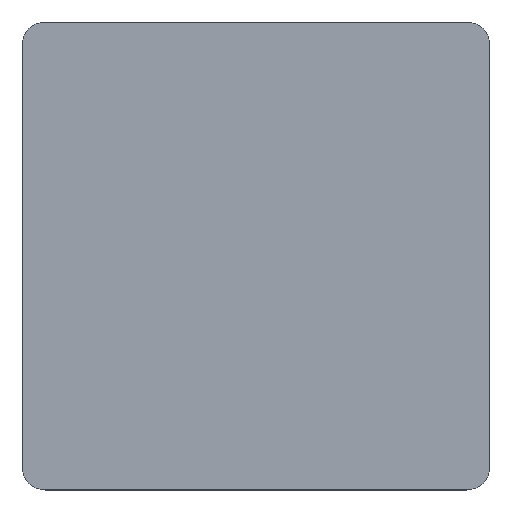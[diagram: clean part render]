
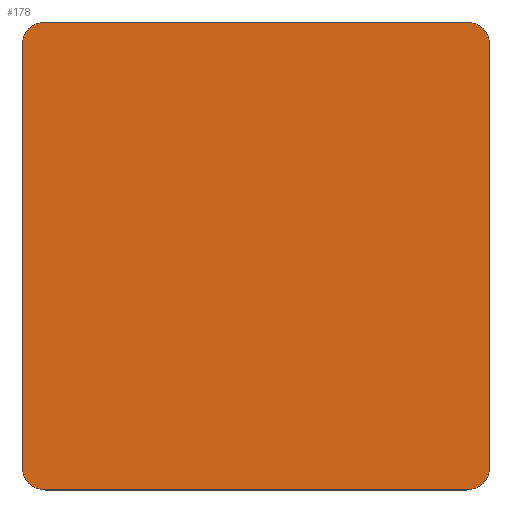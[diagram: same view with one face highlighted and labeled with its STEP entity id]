
A CAD part, top view. The second image highlights one B-rep face of the part: STEP entity #178.
In plain terms, the highlighted planar face has unit normal (0, 0, 1).
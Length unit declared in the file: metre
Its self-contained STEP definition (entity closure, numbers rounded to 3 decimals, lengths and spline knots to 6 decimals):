
#13=CIRCLE('',#198,0.001);
#15=CIRCLE('',#202,0.001);
#17=CIRCLE('',#206,0.001);
#19=CIRCLE('',#210,0.001);
#56=ORIENTED_EDGE('',*,*,#74,.F.);
#57=ORIENTED_EDGE('',*,*,#78,.T.);
#58=ORIENTED_EDGE('',*,*,#81,.T.);
#59=ORIENTED_EDGE('',*,*,#84,.T.);
#60=ORIENTED_EDGE('',*,*,#87,.T.);
#61=ORIENTED_EDGE('',*,*,#90,.T.);
#62=ORIENTED_EDGE('',*,*,#93,.F.);
#63=ORIENTED_EDGE('',*,*,#95,.T.);
#74=EDGE_CURVE('',#98,#99,#114,.T.);
#78=EDGE_CURVE('',#98,#101,#13,.T.);
#81=EDGE_CURVE('',#101,#103,#119,.T.);
#84=EDGE_CURVE('',#103,#105,#15,.T.);
#87=EDGE_CURVE('',#105,#107,#123,.T.);
#90=EDGE_CURVE('',#107,#109,#17,.T.);
#93=EDGE_CURVE('',#111,#109,#127,.T.);
#95=EDGE_CURVE('',#111,#99,#19,.T.);
#98=VERTEX_POINT('',#273);
#99=VERTEX_POINT('',#275);
#101=VERTEX_POINT('',#281);
#103=VERTEX_POINT('',#287);
#105=VERTEX_POINT('',#293);
#107=VERTEX_POINT('',#299);
#109=VERTEX_POINT('',#305);
#111=VERTEX_POINT('',#311);
#114=LINE('',#274,#130);
#119=LINE('',#288,#135);
#123=LINE('',#300,#139);
#127=LINE('',#312,#143);
#130=VECTOR('',#219,1.);
#135=VECTOR('',#232,1.);
#139=VECTOR('',#244,1.);
#143=VECTOR('',#256,1.);
#152=EDGE_LOOP('',(#56,#57,#58,#59,#60,#61,#62,#63));
#162=FACE_BOUND('',#152,.T.);
#168=PLANE('',#211);
#178=ADVANCED_FACE('',(#162),#168,.T.);
#198=AXIS2_PLACEMENT_3D('',#282,#226,#227);
#202=AXIS2_PLACEMENT_3D('',#294,#238,#239);
#206=AXIS2_PLACEMENT_3D('',#306,#250,#251);
#210=AXIS2_PLACEMENT_3D('',#315,#261,#262);
#211=AXIS2_PLACEMENT_3D('',#316,#263,#264);
#219=DIRECTION('',(-1.,0.,0.));
#226=DIRECTION('',(0.,0.,1.));
#227=DIRECTION('',(1.,0.,0.));
#232=DIRECTION('',(0.,1.,0.));
#238=DIRECTION('',(0.,0.,1.));
#239=DIRECTION('',(1.,0.,0.));
#244=DIRECTION('',(-1.,0.,0.));
#250=DIRECTION('',(0.,0.,1.));
#251=DIRECTION('',(1.,0.,0.));
#256=DIRECTION('',(0.,1.,0.));
#261=DIRECTION('',(0.,0.,1.));
#262=DIRECTION('',(1.,0.,0.));
#263=DIRECTION('',(0.,0.,1.));
#264=DIRECTION('',(1.,0.,0.));
#273=CARTESIAN_POINT('',(0.156638,-0.040956,0.0148));
#274=CARTESIAN_POINT('',(0.147013,-0.040956,0.0148));
#275=CARTESIAN_POINT('',(0.138638,-0.040956,0.0148));
#281=CARTESIAN_POINT('',(0.157638,-0.039956,0.0148));
#282=CARTESIAN_POINT('',(0.156638,-0.039956,0.0148));
#287=CARTESIAN_POINT('',(0.157638,-0.021956,0.0148));
#288=CARTESIAN_POINT('',(0.157638,-0.030956,0.0148));
#293=CARTESIAN_POINT('',(0.156638,-0.020956,0.0148));
#294=CARTESIAN_POINT('',(0.156638,-0.021956,0.0148));
#299=CARTESIAN_POINT('',(0.138638,-0.020956,0.0148));
#300=CARTESIAN_POINT('',(0.147013,-0.020956,0.0148));
#305=CARTESIAN_POINT('',(0.137638,-0.021956,0.0148));
#306=CARTESIAN_POINT('',(0.138638,-0.021956,0.0148));
#311=CARTESIAN_POINT('',(0.137638,-0.039956,0.0148));
#312=CARTESIAN_POINT('',(0.137638,-0.030956,0.0148));
#315=CARTESIAN_POINT('',(0.138638,-0.039956,0.0148));
#316=CARTESIAN_POINT('',(0.147638,-0.030956,0.0148));
